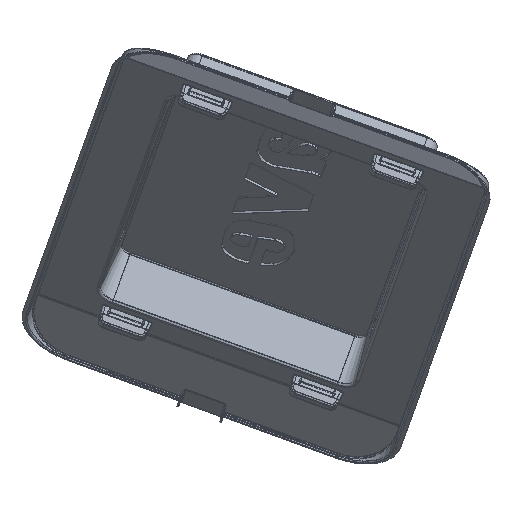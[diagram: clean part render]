
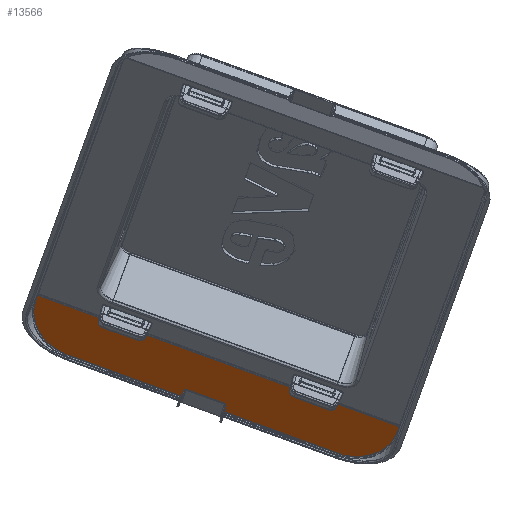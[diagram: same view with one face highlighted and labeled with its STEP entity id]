
A CAD part, left-side view. The second image highlights one B-rep face of the part: STEP entity #13566.
In plain terms, the highlighted face is planar.
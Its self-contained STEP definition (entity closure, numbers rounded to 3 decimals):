
#8586=CARTESIAN_POINT('Vertex',(44.274,36.854,4.494)) ;
#8589=CARTESIAN_POINT('Line Origine',(44.274,18.427,4.494)) ;
#8593=CARTESIAN_POINT('Vertex',(44.274,-36.854,4.494)) ;
#13434=CARTESIAN_POINT('Axis2P3D Location',(44.054,0.,4.561)) ;
#13440=CARTESIAN_POINT('Control Point',(54.802,4.352,1.298)) ;
#13441=CARTESIAN_POINT('Control Point',(55.363,4.367,1.127)) ;
#13442=CARTESIAN_POINT('Vertex',(54.802,4.352,1.298)) ;
#13444=CARTESIAN_POINT('Vertex',(55.363,4.367,1.127)) ;
#13448=CARTESIAN_POINT('Control Point',(54.802,4.352,1.298)) ;
#13449=CARTESIAN_POINT('Control Point',(54.659,4.348,1.341)) ;
#13450=CARTESIAN_POINT('Control Point',(54.517,4.339,1.384)) ;
#13451=CARTESIAN_POINT('Control Point',(54.375,4.325,1.428)) ;
#13452=CARTESIAN_POINT('Control Point',(54.165,4.294,1.491)) ;
#13453=CARTESIAN_POINT('Control Point',(53.96,4.245,1.553)) ;
#13454=CARTESIAN_POINT('Control Point',(53.894,4.227,1.573)) ;
#13455=CARTESIAN_POINT('Control Point',(53.788,4.193,1.606)) ;
#13456=CARTESIAN_POINT('Control Point',(53.685,4.149,1.637)) ;
#13457=CARTESIAN_POINT('Control Point',(53.646,4.13,1.649)) ;
#13458=CARTESIAN_POINT('Control Point',(53.569,4.086,1.672)) ;
#13459=CARTESIAN_POINT('Control Point',(53.501,4.028,1.693)) ;
#13460=CARTESIAN_POINT('Control Point',(53.468,3.995,1.703)) ;
#13461=CARTESIAN_POINT('Control Point',(53.449,3.949,1.709)) ;
#13462=CARTESIAN_POINT('Control Point',(53.449,3.904,1.709)) ;
#13463=CARTESIAN_POINT('Vertex',(53.449,3.904,1.709)) ;
#13466=CARTESIAN_POINT('Line Origine',(53.449,18.443,1.709)) ;
#13470=CARTESIAN_POINT('Vertex',(53.449,-3.904,1.709)) ;
#13474=CARTESIAN_POINT('Control Point',(53.449,-3.904,1.709)) ;
#13475=CARTESIAN_POINT('Control Point',(53.449,-3.941,1.709)) ;
#13476=CARTESIAN_POINT('Control Point',(53.461,-3.978,1.705)) ;
#13477=CARTESIAN_POINT('Control Point',(53.485,-4.008,1.698)) ;
#13478=CARTESIAN_POINT('Control Point',(53.542,-4.068,1.68)) ;
#13479=CARTESIAN_POINT('Control Point',(53.613,-4.112,1.659)) ;
#13480=CARTESIAN_POINT('Control Point',(53.653,-4.133,1.647)) ;
#13481=CARTESIAN_POINT('Control Point',(53.764,-4.185,1.613)) ;
#13482=CARTESIAN_POINT('Control Point',(53.881,-4.224,1.577)) ;
#13483=CARTESIAN_POINT('Control Point',(53.956,-4.245,1.555)) ;
#13484=CARTESIAN_POINT('Control Point',(54.168,-4.295,1.49)) ;
#13485=CARTESIAN_POINT('Control Point',(54.383,-4.326,1.425)) ;
#13486=CARTESIAN_POINT('Control Point',(54.522,-4.34,1.383)) ;
#13487=CARTESIAN_POINT('Control Point',(54.662,-4.348,1.34)) ;
#13488=CARTESIAN_POINT('Control Point',(54.802,-4.352,1.298)) ;
#13489=CARTESIAN_POINT('Vertex',(54.802,-4.352,1.298)) ;
#13493=CARTESIAN_POINT('Control Point',(54.802,-4.352,1.298)) ;
#13494=CARTESIAN_POINT('Control Point',(55.363,-4.367,1.127)) ;
#13495=CARTESIAN_POINT('Vertex',(55.363,-4.367,1.127)) ;
#13498=CARTESIAN_POINT('Line Origine',(55.363,18.443,1.127)) ;
#13502=CARTESIAN_POINT('Vertex',(55.363,-27.435,1.127)) ;
#13506=CARTESIAN_POINT('Control Point',(45.385,-36.883,4.156)) ;
#13507=CARTESIAN_POINT('Control Point',(46.686,-36.918,3.762)) ;
#13508=CARTESIAN_POINT('Control Point',(47.991,-36.748,3.365)) ;
#13509=CARTESIAN_POINT('Control Point',(49.262,-36.368,2.98)) ;
#13510=CARTESIAN_POINT('Control Point',(51.313,-35.355,2.357)) ;
#13511=CARTESIAN_POINT('Control Point',(52.987,-33.783,1.849)) ;
#13512=CARTESIAN_POINT('Control Point',(53.605,-33.033,1.661)) ;
#13513=CARTESIAN_POINT('Control Point',(54.545,-31.527,1.376)) ;
#13514=CARTESIAN_POINT('Control Point',(55.108,-29.834,1.205)) ;
#13515=CARTESIAN_POINT('Control Point',(55.278,-29.044,1.153)) ;
#13516=CARTESIAN_POINT('Control Point',(55.363,-28.24,1.127)) ;
#13517=CARTESIAN_POINT('Control Point',(55.363,-27.435,1.127)) ;
#13518=CARTESIAN_POINT('Vertex',(45.385,-36.883,4.156)) ;
#13522=CARTESIAN_POINT('Control Point',(45.385,-36.883,4.156)) ;
#13523=CARTESIAN_POINT('Control Point',(44.274,-36.854,4.494)) ;
#13526=CARTESIAN_POINT('Control Point',(45.385,36.883,4.156)) ;
#13527=CARTESIAN_POINT('Control Point',(44.274,36.854,4.494)) ;
#13528=CARTESIAN_POINT('Vertex',(45.385,36.883,4.156)) ;
#13532=CARTESIAN_POINT('Control Point',(45.385,36.883,4.156)) ;
#13533=CARTESIAN_POINT('Control Point',(46.686,36.918,3.762)) ;
#13534=CARTESIAN_POINT('Control Point',(47.991,36.748,3.365)) ;
#13535=CARTESIAN_POINT('Control Point',(49.262,36.368,2.98)) ;
#13536=CARTESIAN_POINT('Control Point',(51.313,35.355,2.357)) ;
#13537=CARTESIAN_POINT('Control Point',(52.987,33.783,1.849)) ;
#13538=CARTESIAN_POINT('Control Point',(53.605,33.033,1.661)) ;
#13539=CARTESIAN_POINT('Control Point',(54.545,31.527,1.376)) ;
#13540=CARTESIAN_POINT('Control Point',(55.108,29.834,1.205)) ;
#13541=CARTESIAN_POINT('Control Point',(55.278,29.044,1.153)) ;
#13542=CARTESIAN_POINT('Control Point',(55.363,28.24,1.127)) ;
#13543=CARTESIAN_POINT('Control Point',(55.363,27.435,1.127)) ;
#13544=CARTESIAN_POINT('Vertex',(55.363,27.435,1.127)) ;
#13547=CARTESIAN_POINT('Line Origine',(55.363,18.443,1.127)) ;
#8590=DIRECTION('Vector Direction',(0.,-1.,0.)) ;
#13435=DIRECTION('Axis2P3D Direction',(0.29,-0.,0.957)) ;
#13436=DIRECTION('Axis2P3D XDirection',(0.957,0.,-0.29)) ;
#13467=DIRECTION('Vector Direction',(0.,1.,0.)) ;
#13499=DIRECTION('Vector Direction',(0.,1.,0.)) ;
#13548=DIRECTION('Vector Direction',(0.,1.,0.)) ;
#13437=AXIS2_PLACEMENT_3D('Plane Axis2P3D',#13434,#13435,#13436) ;
#13553=ORIENTED_EDGE('',*,*,#13446,.F.) ;
#13554=ORIENTED_EDGE('',*,*,#13465,.F.) ;
#13555=ORIENTED_EDGE('',*,*,#13472,.F.) ;
#13556=ORIENTED_EDGE('',*,*,#13491,.F.) ;
#13557=ORIENTED_EDGE('',*,*,#13497,.F.) ;
#13558=ORIENTED_EDGE('',*,*,#13504,.T.) ;
#13559=ORIENTED_EDGE('',*,*,#13520,.F.) ;
#13560=ORIENTED_EDGE('',*,*,#13524,.T.) ;
#13561=ORIENTED_EDGE('',*,*,#8595,.F.) ;
#13562=ORIENTED_EDGE('',*,*,#13530,.F.) ;
#13563=ORIENTED_EDGE('',*,*,#13546,.T.) ;
#13564=ORIENTED_EDGE('',*,*,#13551,.F.) ;
#8591=VECTOR('Line Direction',#8590,1.) ;
#13468=VECTOR('Line Direction',#13467,1.) ;
#13500=VECTOR('Line Direction',#13499,1.) ;
#13549=VECTOR('Line Direction',#13548,1.) ;
#13566=ADVANCED_FACE('PartBody',(#13565),#13438,.F.) ;
#13439=B_SPLINE_CURVE_WITH_KNOTS('',1,(#13440,#13441),.UNSPECIFIED.,.F.,.U.,(2,2),(4.649,5.236),.UNSPECIFIED.) ;
#13447=B_SPLINE_CURVE_WITH_KNOTS('',5,(#13448,#13449,#13450,#13451,#13452,#13453,#13454,#13455,#13456,#13457,#13458,#13459,#13460,#13461,#13462),.UNSPECIFIED.,.F.,.U.,(6,3,3,3,6),(3.388,4.449,4.956,5.277,5.617),.UNSPECIFIED.) ;
#13473=B_SPLINE_CURVE_WITH_KNOTS('',5,(#13474,#13475,#13476,#13477,#13478,#13479,#13480,#13481,#13482,#13483,#13484,#13485,#13486,#13487,#13488),.UNSPECIFIED.,.F.,.U.,(6,3,3,3,6),(4.065,4.341,4.678,5.254,6.293),.UNSPECIFIED.) ;
#13492=B_SPLINE_CURVE_WITH_KNOTS('',1,(#13493,#13494),.UNSPECIFIED.,.F.,.U.,(2,2),(4.649,5.236),.UNSPECIFIED.) ;
#13505=B_SPLINE_CURVE_WITH_KNOTS('',5,(#13506,#13507,#13508,#13509,#13510,#13511,#13512,#13513,#13514,#13515,#13516,#13517),.UNSPECIFIED.,.F.,.U.,(6,3,3,6),(5.293,15.099,22.172,27.99),.UNSPECIFIED.) ;
#13521=B_SPLINE_CURVE_WITH_KNOTS('',1,(#13522,#13523),.UNSPECIFIED.,.F.,.U.,(2,2),(3.891,5.053),.UNSPECIFIED.) ;
#13525=B_SPLINE_CURVE_WITH_KNOTS('',1,(#13526,#13527),.UNSPECIFIED.,.F.,.U.,(2,2),(3.891,5.053),.UNSPECIFIED.) ;
#13531=B_SPLINE_CURVE_WITH_KNOTS('',5,(#13532,#13533,#13534,#13535,#13536,#13537,#13538,#13539,#13540,#13541,#13542,#13543),.UNSPECIFIED.,.F.,.U.,(6,3,3,6),(5.293,15.099,22.172,27.99),.UNSPECIFIED.) ;
#8595=EDGE_CURVE('',#8587,#8594,#8592,.T.) ;
#13446=EDGE_CURVE('',#13443,#13445,#13439,.T.) ;
#13465=EDGE_CURVE('',#13464,#13443,#13447,.F.) ;
#13472=EDGE_CURVE('',#13471,#13464,#13469,.T.) ;
#13491=EDGE_CURVE('',#13490,#13471,#13473,.F.) ;
#13497=EDGE_CURVE('',#13496,#13490,#13492,.F.) ;
#13504=EDGE_CURVE('',#13496,#13503,#13501,.F.) ;
#13520=EDGE_CURVE('',#13519,#13503,#13505,.T.) ;
#13524=EDGE_CURVE('',#13519,#8594,#13521,.T.) ;
#13530=EDGE_CURVE('',#13529,#8587,#13525,.T.) ;
#13546=EDGE_CURVE('',#13529,#13545,#13531,.T.) ;
#13551=EDGE_CURVE('',#13445,#13545,#13550,.T.) ;
#13552=EDGE_LOOP('',(#13553,#13554,#13555,#13556,#13557,#13558,#13559,#13560,#13561,#13562,#13563,#13564)) ;
#13565=FACE_OUTER_BOUND('',#13552,.T.) ;
#8592=LINE('Line',#8589,#8591) ;
#13469=LINE('Line',#13466,#13468) ;
#13501=LINE('Line',#13498,#13500) ;
#13550=LINE('Line',#13547,#13549) ;
#13438=PLANE('',#13437) ;
#8587=VERTEX_POINT('',#8586) ;
#8594=VERTEX_POINT('',#8593) ;
#13443=VERTEX_POINT('',#13442) ;
#13445=VERTEX_POINT('',#13444) ;
#13464=VERTEX_POINT('',#13463) ;
#13471=VERTEX_POINT('',#13470) ;
#13490=VERTEX_POINT('',#13489) ;
#13496=VERTEX_POINT('',#13495) ;
#13503=VERTEX_POINT('',#13502) ;
#13519=VERTEX_POINT('',#13518) ;
#13529=VERTEX_POINT('',#13528) ;
#13545=VERTEX_POINT('',#13544) ;
